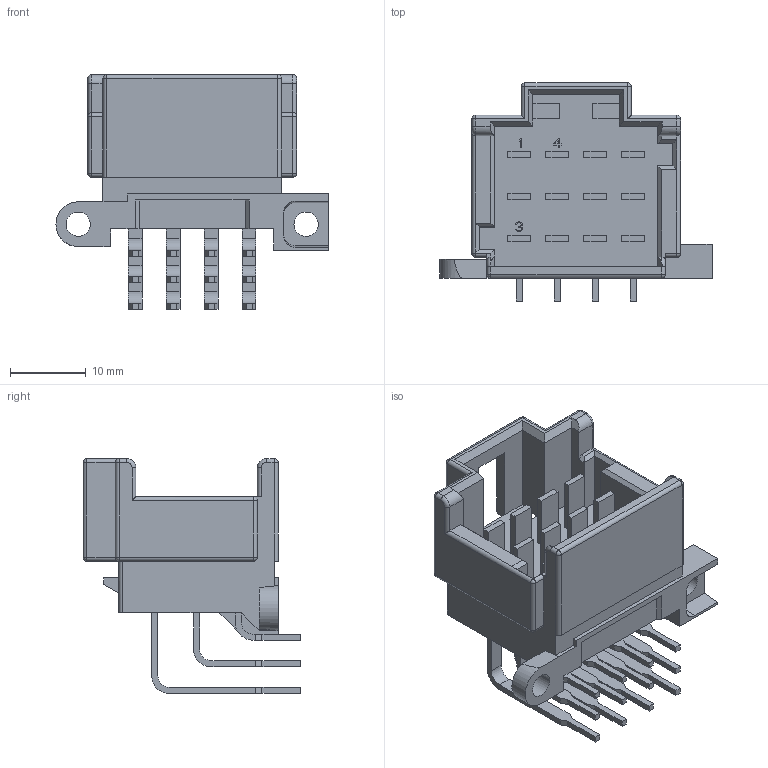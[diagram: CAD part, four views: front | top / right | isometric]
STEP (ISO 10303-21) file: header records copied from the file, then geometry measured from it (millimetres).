
FILE_DESCRIPTION((''),'2;1');
FILE_NAME('C-966140-3','2010-03-18T',('workeradm'),('Tyco Electronics Ltd.'),'PRO/ENGINEER BY PARAMETRIC TECHNOLOGY CORPORATION, 2009300','PRO/ENGINEER BY PARAMETRIC TECHNOLOGY CORPORATION, 2009300','');
FILE_SCHEMA(('AUTOMOTIVE_DESIGN { 1 0 10303 214 1 1 1 1 }'));
Length unit declared in the file: millimetre
Products named in the file (1): C-966140-3
Bounding box: 35.85 x 28.7 x 30.9 mm (x, y, z)
Volume: 6164.9 mm3; surface area: 6179.5 mm2
Topology: 1 solids, 1 shells, 471 faces, 1255 edges, 810 vertices
Faces by surface type: plane 380, cylinder 73, sphere 14, torus 4
Entity records: 15307 total; most frequent: CARTESIAN_POINT 3233, ORIENTED_EDGE 2510, DIRECTION 2315, EDGE_CURVE 1255, VECTOR 1097, LINE 1097, VERTEX_POINT 810, AXIS2_PLACEMENT_3D 609
